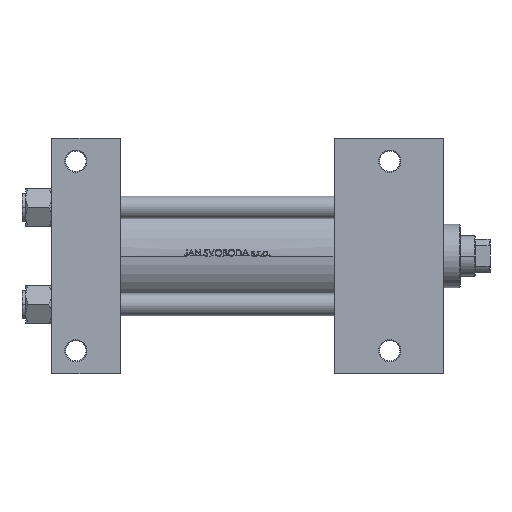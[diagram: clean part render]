
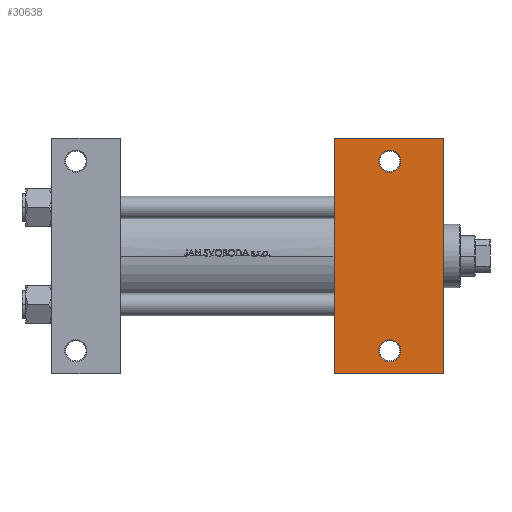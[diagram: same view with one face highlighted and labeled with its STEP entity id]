
A CAD part, front view. The second image highlights one B-rep face of the part: STEP entity #30638.
In plain terms, the highlighted face is planar.
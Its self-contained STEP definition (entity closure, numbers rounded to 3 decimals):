
#64 = CIRCLE ( 'NONE', #10398, 5.999 ) ;
#249 = EDGE_LOOP ( 'NONE', ( #16224, #25074 ) ) ;
#302 = LINE ( 'NONE', #15779, #20510 ) ;
#1335 = CARTESIAN_POINT ( 'NONE',  ( 187.999, -51., -37.5 ) ) ;
#1771 = DIRECTION ( 'NONE',  ( 1., 0., 0. ) ) ;
#3869 = DIRECTION ( 'NONE',  ( 0., 0., 1. ) ) ;
#4370 = ORIENTED_EDGE ( 'NONE', *, *, #40203, .T. ) ;
#4807 = AXIS2_PLACEMENT_3D ( 'NONE', #40770, #43540, #17165 ) ;
#6154 = LINE ( 'NONE', #17626, #22928 ) ;
#7601 = DIRECTION ( 'NONE',  ( -1., 0., 0. ) ) ;
#8086 = VERTEX_POINT ( 'NONE', #31648 ) ;
#8102 = CARTESIAN_POINT ( 'NONE',  ( 152., -63.5, -37.5 ) ) ;
#8238 = EDGE_CURVE ( 'NONE', #46720, #35853, #14873, .T. ) ;
#9253 = CARTESIAN_POINT ( 'NONE',  ( 152., 63.5, -37.5 ) ) ;
#9811 = DIRECTION ( 'NONE',  ( -1., 0., 0. ) ) ;
#10398 = AXIS2_PLACEMENT_3D ( 'NONE', #19086, #3869, #7601 ) ;
#11656 = CARTESIAN_POINT ( 'NONE',  ( 182., -51., -37.5 ) ) ;
#11696 = AXIS2_PLACEMENT_3D ( 'NONE', #11656, #46269, #30603 ) ;
#12729 = EDGE_CURVE ( 'NONE', #8086, #37771, #302, .T. ) ;
#14873 = CIRCLE ( 'NONE', #11696, 5.999 ) ;
#15779 = CARTESIAN_POINT ( 'NONE',  ( 152., -63.5, -37.5 ) ) ;
#16224 = ORIENTED_EDGE ( 'NONE', *, *, #8238, .T. ) ;
#16247 = LINE ( 'NONE', #47348, #36049 ) ;
#16330 = CARTESIAN_POINT ( 'NONE',  ( 211., 37.5, -37.5 ) ) ;
#16494 = LINE ( 'NONE', #47098, #26519 ) ;
#16572 = FACE_BOUND ( 'NONE', #249, .T. ) ;
#17165 = DIRECTION ( 'NONE',  ( -1., 0., 0. ) ) ;
#17626 = CARTESIAN_POINT ( 'NONE',  ( 152., 37.5, -37.5 ) ) ;
#18386 = ORIENTED_EDGE ( 'NONE', *, *, #30507, .T. ) ;
#18782 = EDGE_CURVE ( 'NONE', #47863, #28324, #26271, .T. ) ;
#19086 = CARTESIAN_POINT ( 'NONE',  ( 182., 51., -37.5 ) ) ;
#20510 = VECTOR ( 'NONE', #30952, 1000. ) ;
#21865 = CARTESIAN_POINT ( 'NONE',  ( 211., 63.5, -37.5 ) ) ;
#22928 = VECTOR ( 'NONE', #48703, 1000. ) ;
#24133 = EDGE_CURVE ( 'NONE', #46209, #37771, #6154, .T. ) ;
#24325 = CIRCLE ( 'NONE', #33047, 5.999 ) ;
#25074 = ORIENTED_EDGE ( 'NONE', *, *, #48969, .T. ) ;
#26271 = CIRCLE ( 'NONE', #4807, 5.999 ) ;
#26519 = VECTOR ( 'NONE', #28183, 1000. ) ;
#27763 = DIRECTION ( 'NONE',  ( 0., 0., -1. ) ) ;
#28183 = DIRECTION ( 'NONE',  ( 0., -1., 0. ) ) ;
#28324 = VERTEX_POINT ( 'NONE', #40874 ) ;
#29710 = CARTESIAN_POINT ( 'NONE',  ( 187.999, 51., -37.5 ) ) ;
#29836 = VERTEX_POINT ( 'NONE', #21865 ) ;
#30507 = EDGE_CURVE ( 'NONE', #28324, #47863, #64, .T. ) ;
#30603 = DIRECTION ( 'NONE',  ( -1., 0., 0. ) ) ;
#30638 = ADVANCED_FACE ( 'NONE', ( #35732, #16572, #43685 ), #43443, .T. ) ;
#30952 = DIRECTION ( 'NONE',  ( -1., 0., 0. ) ) ;
#31648 = CARTESIAN_POINT ( 'NONE',  ( 211., -63.5, -37.5 ) ) ;
#33047 = AXIS2_PLACEMENT_3D ( 'NONE', #47758, #44992, #44499 ) ;
#34295 = ORIENTED_EDGE ( 'NONE', *, *, #40255, .T. ) ;
#35365 = ORIENTED_EDGE ( 'NONE', *, *, #12729, .T. ) ;
#35732 = FACE_BOUND ( 'NONE', #41896, .T. ) ;
#35794 = ORIENTED_EDGE ( 'NONE', *, *, #24133, .F. ) ;
#35853 = VERTEX_POINT ( 'NONE', #1335 ) ;
#36049 = VECTOR ( 'NONE', #1771, 1000. ) ;
#37771 = VERTEX_POINT ( 'NONE', #8102 ) ;
#37899 = EDGE_LOOP ( 'NONE', ( #35794, #4370, #34295, #35365 ) ) ;
#39049 = AXIS2_PLACEMENT_3D ( 'NONE', #16330, #27763, #9811 ) ;
#39269 = CARTESIAN_POINT ( 'NONE',  ( 176.001, -51., -37.5 ) ) ;
#40203 = EDGE_CURVE ( 'NONE', #46209, #29836, #16247, .T. ) ;
#40255 = EDGE_CURVE ( 'NONE', #29836, #8086, #16494, .T. ) ;
#40770 = CARTESIAN_POINT ( 'NONE',  ( 182., 51., -37.5 ) ) ;
#40874 = CARTESIAN_POINT ( 'NONE',  ( 176.001, 51., -37.5 ) ) ;
#41896 = EDGE_LOOP ( 'NONE', ( #18386, #44290 ) ) ;
#43443 = PLANE ( 'NONE',  #39049 ) ;
#43540 = DIRECTION ( 'NONE',  ( 0., 0., 1. ) ) ;
#43685 = FACE_OUTER_BOUND ( 'NONE', #37899, .T. ) ;
#44290 = ORIENTED_EDGE ( 'NONE', *, *, #18782, .T. ) ;
#44499 = DIRECTION ( 'NONE',  ( -1., 0., 0. ) ) ;
#44992 = DIRECTION ( 'NONE',  ( 0., 0., 1. ) ) ;
#46209 = VERTEX_POINT ( 'NONE', #9253 ) ;
#46269 = DIRECTION ( 'NONE',  ( 0., 0., 1. ) ) ;
#46720 = VERTEX_POINT ( 'NONE', #39269 ) ;
#47098 = CARTESIAN_POINT ( 'NONE',  ( 211., 37.5, -37.5 ) ) ;
#47348 = CARTESIAN_POINT ( 'NONE',  ( 152., 63.5, -37.5 ) ) ;
#47758 = CARTESIAN_POINT ( 'NONE',  ( 182., -51., -37.5 ) ) ;
#47863 = VERTEX_POINT ( 'NONE', #29710 ) ;
#48703 = DIRECTION ( 'NONE',  ( 0., -1., 0. ) ) ;
#48969 = EDGE_CURVE ( 'NONE', #35853, #46720, #24325, .T. ) ;
